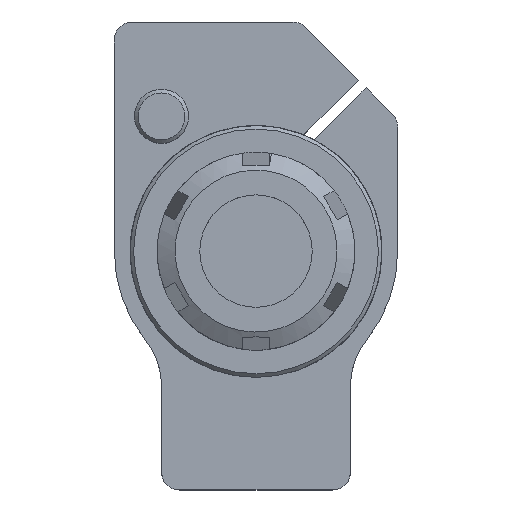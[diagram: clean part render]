
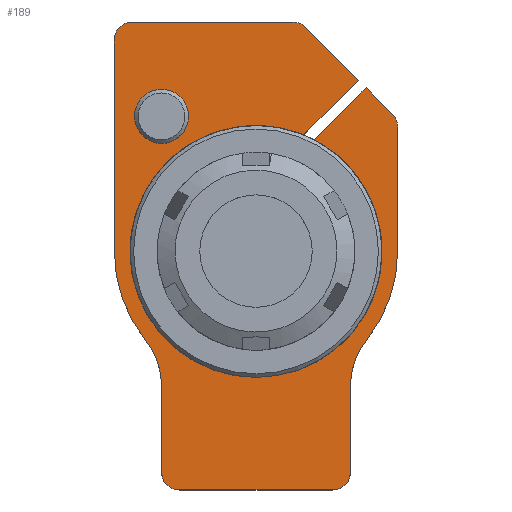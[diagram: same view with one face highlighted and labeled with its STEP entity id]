
A CAD part, top view. The second image highlights one B-rep face of the part: STEP entity #189.
In plain terms, the highlighted planar face has unit normal (0, 0, 1).
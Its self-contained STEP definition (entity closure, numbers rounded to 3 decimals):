
#86=PLANE('',#1273);
#189=ADVANCED_FACE('',(#412,#413),#86,.T.);
#268=LINE('',#1782,#336);
#272=LINE('',#1791,#340);
#276=LINE('',#1807,#344);
#281=LINE('',#1818,#349);
#285=LINE('',#1827,#353);
#287=LINE('',#1831,#355);
#289=LINE('',#1834,#357);
#292=LINE('',#1840,#360);
#297=LINE('',#1851,#365);
#301=LINE('',#1867,#369);
#336=VECTOR('',#1418,1.);
#340=VECTOR('',#1424,1.);
#344=VECTOR('',#1442,1.);
#349=VECTOR('',#1449,1.);
#353=VECTOR('',#1455,1.);
#355=VECTOR('',#1459,1.);
#357=VECTOR('',#1463,1.);
#360=VECTOR('',#1468,1.);
#365=VECTOR('',#1475,1.);
#369=VECTOR('',#1493,1.);
#412=FACE_BOUND('',#490,.T.);
#413=FACE_BOUND('',#491,.T.);
#490=EDGE_LOOP('',(#670));
#491=EDGE_LOOP('',(#671,#672,#673,#674,#675,#676,#677,#678,#679,#680,#681,
#682,#683,#684,#685,#686,#687,#688,#689,#690));
#670=ORIENTED_EDGE('',*,*,#1061,.F.);
#671=ORIENTED_EDGE('',*,*,#1044,.F.);
#672=ORIENTED_EDGE('',*,*,#1062,.T.);
#673=ORIENTED_EDGE('',*,*,#1039,.F.);
#674=ORIENTED_EDGE('',*,*,#1036,.F.);
#675=ORIENTED_EDGE('',*,*,#1000,.F.);
#676=ORIENTED_EDGE('',*,*,#1034,.F.);
#677=ORIENTED_EDGE('',*,*,#1032,.F.);
#678=ORIENTED_EDGE('',*,*,#1063,.T.);
#679=ORIENTED_EDGE('',*,*,#1028,.F.);
#680=ORIENTED_EDGE('',*,*,#1064,.T.);
#681=ORIENTED_EDGE('',*,*,#1023,.F.);
#682=ORIENTED_EDGE('',*,*,#1020,.F.);
#683=ORIENTED_EDGE('',*,*,#1017,.F.);
#684=ORIENTED_EDGE('',*,*,#1015,.F.);
#685=ORIENTED_EDGE('',*,*,#1065,.T.);
#686=ORIENTED_EDGE('',*,*,#1011,.F.);
#687=ORIENTED_EDGE('',*,*,#1066,.T.);
#688=ORIENTED_EDGE('',*,*,#1052,.F.);
#689=ORIENTED_EDGE('',*,*,#1049,.F.);
#690=ORIENTED_EDGE('',*,*,#1046,.F.);
#888=VERTEX_POINT('',#1751);
#889=VERTEX_POINT('',#1753);
#897=VERTEX_POINT('',#1781);
#898=VERTEX_POINT('',#1783);
#901=VERTEX_POINT('',#1790);
#902=VERTEX_POINT('',#1792);
#903=VERTEX_POINT('',#1796);
#905=VERTEX_POINT('',#1802);
#907=VERTEX_POINT('',#1808);
#911=VERTEX_POINT('',#1817);
#912=VERTEX_POINT('',#1819);
#915=VERTEX_POINT('',#1826);
#916=VERTEX_POINT('',#1828);
#917=VERTEX_POINT('',#1835);
#919=VERTEX_POINT('',#1841);
#923=VERTEX_POINT('',#1850);
#924=VERTEX_POINT('',#1852);
#925=VERTEX_POINT('',#1856);
#927=VERTEX_POINT('',#1862);
#929=VERTEX_POINT('',#1868);
#932=VERTEX_POINT('',#1882);
#1000=EDGE_CURVE('',#888,#889,#1155,.T.);
#1011=EDGE_CURVE('',#897,#898,#268,.T.);
#1015=EDGE_CURVE('',#901,#902,#272,.T.);
#1017=EDGE_CURVE('',#902,#903,#1161,.T.);
#1020=EDGE_CURVE('',#903,#905,#1163,.T.);
#1023=EDGE_CURVE('',#905,#907,#276,.T.);
#1028=EDGE_CURVE('',#911,#912,#281,.T.);
#1032=EDGE_CURVE('',#915,#916,#285,.T.);
#1034=EDGE_CURVE('',#916,#888,#287,.T.);
#1036=EDGE_CURVE('',#889,#917,#289,.T.);
#1039=EDGE_CURVE('',#917,#919,#292,.T.);
#1044=EDGE_CURVE('',#923,#924,#297,.T.);
#1046=EDGE_CURVE('',#924,#925,#1165,.T.);
#1049=EDGE_CURVE('',#925,#927,#1167,.T.);
#1052=EDGE_CURVE('',#927,#929,#301,.T.);
#1061=EDGE_CURVE('',#932,#932,#1175,.T.);
#1062=EDGE_CURVE('',#923,#919,#1176,.T.);
#1063=EDGE_CURVE('',#915,#912,#1177,.T.);
#1064=EDGE_CURVE('',#911,#907,#1178,.T.);
#1065=EDGE_CURVE('',#901,#898,#1179,.T.);
#1066=EDGE_CURVE('',#897,#929,#1180,.T.);
#1155=CIRCLE('',#1222,14.);
#1161=CIRCLE('',#1240,8.);
#1163=CIRCLE('',#1243,15.75);
#1165=CIRCLE('',#1253,15.75);
#1167=CIRCLE('',#1256,8.);
#1175=CIRCLE('',#1267,3.);
#1176=CIRCLE('',#1268,2.);
#1177=CIRCLE('',#1269,2.);
#1178=CIRCLE('',#1270,2.);
#1179=CIRCLE('',#1271,2.);
#1180=CIRCLE('',#1272,2.);
#1222=AXIS2_PLACEMENT_3D('',#1752,#1381,#1382);
#1240=AXIS2_PLACEMENT_3D('',#1795,#1428,#1429);
#1243=AXIS2_PLACEMENT_3D('',#1801,#1435,#1436);
#1253=AXIS2_PLACEMENT_3D('',#1855,#1479,#1480);
#1256=AXIS2_PLACEMENT_3D('',#1861,#1486,#1487);
#1267=AXIS2_PLACEMENT_3D('',#1881,#1512,#1513);
#1268=AXIS2_PLACEMENT_3D('',#1883,#1514,#1515);
#1269=AXIS2_PLACEMENT_3D('',#1884,#1516,#1517);
#1270=AXIS2_PLACEMENT_3D('',#1885,#1518,#1519);
#1271=AXIS2_PLACEMENT_3D('',#1886,#1520,#1521);
#1272=AXIS2_PLACEMENT_3D('',#1887,#1522,#1523);
#1273=AXIS2_PLACEMENT_3D('',#1888,#1524,#1525);
#1381=DIRECTION('',(0.,0.,1.));
#1382=DIRECTION('',(-1.,0.,0.));
#1418=DIRECTION('',(-1.,0.,0.));
#1424=DIRECTION('',(0.,1.,0.));
#1428=DIRECTION('',(0.,0.,1.));
#1429=DIRECTION('',(-1.,0.,0.));
#1435=DIRECTION('',(0.,0.,-1.));
#1436=DIRECTION('',(-1.,0.,0.));
#1442=DIRECTION('',(0.,1.,0.));
#1449=DIRECTION('',(1.,0.,0.));
#1455=DIRECTION('',(0.707,-0.707,0.));
#1459=DIRECTION('',(-0.707,-0.707,0.));
#1463=DIRECTION('',(0.707,0.707,0.));
#1468=DIRECTION('',(0.707,-0.707,0.));
#1475=DIRECTION('',(0.,-1.,0.));
#1479=DIRECTION('',(0.,0.,-1.));
#1480=DIRECTION('',(-1.,0.,0.));
#1486=DIRECTION('',(0.,0.,1.));
#1487=DIRECTION('',(-1.,0.,0.));
#1493=DIRECTION('',(0.,-1.,0.));
#1512=DIRECTION('',(0.,0.,1.));
#1513=DIRECTION('',(0.,-1.,0.));
#1514=DIRECTION('',(0.,0.,1.));
#1515=DIRECTION('',(1.,0.,0.));
#1516=DIRECTION('',(0.,0.,1.));
#1517=DIRECTION('',(1.,0.,0.));
#1518=DIRECTION('',(0.,0.,1.));
#1519=DIRECTION('',(1.,0.,0.));
#1520=DIRECTION('',(0.,0.,1.));
#1521=DIRECTION('',(1.,0.,0.));
#1522=DIRECTION('',(0.,0.,1.));
#1523=DIRECTION('',(1.,0.,0.));
#1524=DIRECTION('',(0.,0.,1.));
#1525=DIRECTION('',(1.,0.,0.));
#1751=CARTESIAN_POINT('',(5.315,12.952,10.));
#1752=CARTESIAN_POINT('',(0.,0.,10.));
#1753=CARTESIAN_POINT('',(6.474,12.413,10.));
#1781=CARTESIAN_POINT('',(8.5,-26.5,10.));
#1782=CARTESIAN_POINT('',(10.5,-26.5,10.));
#1783=CARTESIAN_POINT('',(-8.5,-26.5,10.));
#1790=CARTESIAN_POINT('',(-10.5,-24.5,10.));
#1791=CARTESIAN_POINT('',(-10.5,-26.5,10.));
#1792=CARTESIAN_POINT('',(-10.5,-14.893,10.));
#1795=CARTESIAN_POINT('',(-18.5,-14.893,10.));
#1796=CARTESIAN_POINT('',(-12.268,-9.877,10.));
#1801=CARTESIAN_POINT('',(0.,0.,10.));
#1802=CARTESIAN_POINT('',(-15.75,0.,10.));
#1807=CARTESIAN_POINT('',(-15.75,0.,10.));
#1808=CARTESIAN_POINT('',(-15.75,23.5,10.));
#1817=CARTESIAN_POINT('',(-13.75,25.5,10.));
#1818=CARTESIAN_POINT('',(-15.75,25.5,10.));
#1819=CARTESIAN_POINT('',(4.077,25.5,10.));
#1826=CARTESIAN_POINT('',(5.491,24.914,10.));
#1827=CARTESIAN_POINT('',(4.906,25.5,10.));
#1828=CARTESIAN_POINT('',(11.384,19.021,10.));
#1831=CARTESIAN_POINT('',(11.384,19.021,10.));
#1834=CARTESIAN_POINT('',(6.474,12.413,10.));
#1835=CARTESIAN_POINT('',(12.233,18.173,10.));
#1840=CARTESIAN_POINT('',(12.233,18.173,10.));
#1841=CARTESIAN_POINT('',(15.164,15.241,10.));
#1850=CARTESIAN_POINT('',(15.75,13.827,10.));
#1851=CARTESIAN_POINT('',(15.75,14.656,10.));
#1852=CARTESIAN_POINT('',(15.75,0.,10.));
#1855=CARTESIAN_POINT('',(0.,0.,10.));
#1856=CARTESIAN_POINT('',(12.268,-9.877,10.));
#1861=CARTESIAN_POINT('',(18.5,-14.893,10.));
#1862=CARTESIAN_POINT('',(10.5,-14.893,10.));
#1867=CARTESIAN_POINT('',(10.5,-14.893,10.));
#1868=CARTESIAN_POINT('',(10.5,-24.5,10.));
#1881=CARTESIAN_POINT('',(-10.5,15.,10.));
#1882=CARTESIAN_POINT('',(-10.5,12.,10.));
#1883=CARTESIAN_POINT('',(13.75,13.827,10.));
#1884=CARTESIAN_POINT('',(4.077,23.5,10.));
#1885=CARTESIAN_POINT('',(-13.75,23.5,10.));
#1886=CARTESIAN_POINT('',(-8.5,-24.5,10.));
#1887=CARTESIAN_POINT('',(8.5,-24.5,10.));
#1888=CARTESIAN_POINT('',(-18.5,-14.893,10.));
